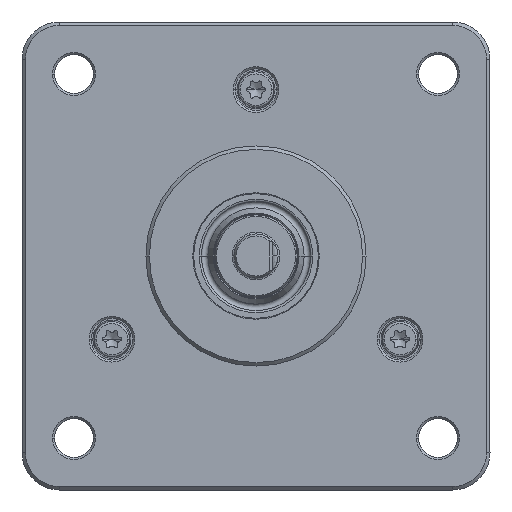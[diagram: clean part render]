
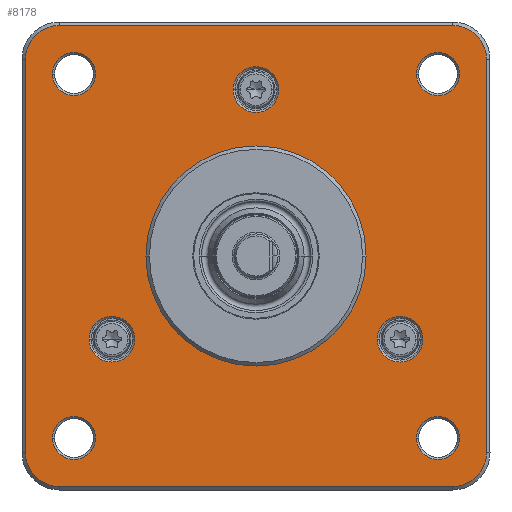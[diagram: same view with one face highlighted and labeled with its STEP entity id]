
A CAD part, front view. The second image highlights one B-rep face of the part: STEP entity #8178.
In plain terms, the highlighted planar face has unit normal (0, -1, 0).
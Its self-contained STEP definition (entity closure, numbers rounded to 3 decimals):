
#278=CARTESIAN_POINT('',(28.35,37.053,-28.35));
#279=DIRECTION('',(0.,-1.,0.));
#280=DIRECTION('',(0.,0.,-1.));
#281=AXIS2_PLACEMENT_3D('',#278,#279,#280);
#283=DIRECTION('',(1.,0.,0.));
#284=VECTOR('',#283,56.7);
#285=CARTESIAN_POINT('',(-28.35,37.053,-33.25));
#286=LINE('',#285,#284);
#287=CARTESIAN_POINT('',(-28.35,37.053,-28.35));
#288=DIRECTION('',(0.,-1.,0.));
#289=DIRECTION('',(-1.,0.,0.));
#290=AXIS2_PLACEMENT_3D('',#287,#288,#289);
#292=DIRECTION('',(0.,0.,-1.));
#293=VECTOR('',#292,56.7);
#294=CARTESIAN_POINT('',(-33.25,37.053,28.35));
#295=LINE('',#294,#293);
#296=CARTESIAN_POINT('',(-28.35,37.053,28.35));
#297=DIRECTION('',(0.,-1.,0.));
#298=DIRECTION('',(0.,0.,1.));
#299=AXIS2_PLACEMENT_3D('',#296,#297,#298);
#301=DIRECTION('',(-1.,0.,0.));
#302=VECTOR('',#301,56.7);
#303=CARTESIAN_POINT('',(28.35,37.053,33.25));
#304=LINE('',#303,#302);
#305=CARTESIAN_POINT('',(28.35,37.053,28.35));
#306=DIRECTION('',(0.,-1.,0.));
#307=DIRECTION('',(1.,0.,0.));
#308=AXIS2_PLACEMENT_3D('',#305,#306,#307);
#310=DIRECTION('',(0.,0.,1.));
#311=VECTOR('',#310,56.7);
#312=CARTESIAN_POINT('',(33.25,37.053,-28.35));
#313=LINE('',#312,#311);
#314=CARTESIAN_POINT('',(0.,37.053,0.));
#315=DIRECTION('',(0.,1.,0.));
#316=DIRECTION('',(1.,0.,0.));
#317=AXIS2_PLACEMENT_3D('',#314,#315,#316);
#319=CARTESIAN_POINT('',(0.,37.053,0.));
#320=DIRECTION('',(0.,-1.,0.));
#321=DIRECTION('',(1.,0.,0.));
#322=AXIS2_PLACEMENT_3D('',#319,#320,#321);
#324=CARTESIAN_POINT('',(20.785,37.053,-12.));
#325=DIRECTION('',(0.,1.,0.));
#326=DIRECTION('',(-1.,0.,0.));
#327=AXIS2_PLACEMENT_3D('',#324,#325,#326);
#329=CARTESIAN_POINT('',(20.785,37.053,-12.));
#330=DIRECTION('',(0.,1.,0.));
#331=DIRECTION('',(1.,0.,0.));
#332=AXIS2_PLACEMENT_3D('',#329,#330,#331);
#334=CARTESIAN_POINT('',(-20.785,37.053,-12.));
#335=DIRECTION('',(0.,1.,0.));
#336=DIRECTION('',(-1.,0.,0.));
#337=AXIS2_PLACEMENT_3D('',#334,#335,#336);
#339=CARTESIAN_POINT('',(-20.785,37.053,-12.));
#340=DIRECTION('',(0.,1.,0.));
#341=DIRECTION('',(1.,0.,0.));
#342=AXIS2_PLACEMENT_3D('',#339,#340,#341);
#344=CARTESIAN_POINT('',(0.,37.053,24.));
#345=DIRECTION('',(0.,1.,0.));
#346=DIRECTION('',(-1.,0.,0.));
#347=AXIS2_PLACEMENT_3D('',#344,#345,#346);
#349=CARTESIAN_POINT('',(0.,37.053,24.));
#350=DIRECTION('',(0.,1.,0.));
#351=DIRECTION('',(1.,0.,0.));
#352=AXIS2_PLACEMENT_3D('',#349,#350,#351);
#354=CARTESIAN_POINT('',(-26.25,37.053,26.25));
#355=DIRECTION('',(0.,1.,0.));
#356=DIRECTION('',(-1.,0.,0.));
#357=AXIS2_PLACEMENT_3D('',#354,#355,#356);
#359=CARTESIAN_POINT('',(-26.25,37.053,26.25));
#360=DIRECTION('',(0.,1.,0.));
#361=DIRECTION('',(1.,0.,0.));
#362=AXIS2_PLACEMENT_3D('',#359,#360,#361);
#364=CARTESIAN_POINT('',(-26.25,37.053,-26.25));
#365=DIRECTION('',(0.,1.,0.));
#366=DIRECTION('',(-1.,0.,0.));
#367=AXIS2_PLACEMENT_3D('',#364,#365,#366);
#369=CARTESIAN_POINT('',(-26.25,37.053,-26.25));
#370=DIRECTION('',(0.,1.,0.));
#371=DIRECTION('',(1.,0.,0.));
#372=AXIS2_PLACEMENT_3D('',#369,#370,#371);
#374=CARTESIAN_POINT('',(26.25,37.053,-26.25));
#375=DIRECTION('',(0.,1.,0.));
#376=DIRECTION('',(1.,0.,0.));
#377=AXIS2_PLACEMENT_3D('',#374,#375,#376);
#379=CARTESIAN_POINT('',(26.25,37.053,-26.25));
#380=DIRECTION('',(0.,1.,0.));
#381=DIRECTION('',(-1.,0.,0.));
#382=AXIS2_PLACEMENT_3D('',#379,#380,#381);
#384=CARTESIAN_POINT('',(26.25,37.053,26.25));
#385=DIRECTION('',(0.,1.,0.));
#386=DIRECTION('',(1.,0.,0.));
#387=AXIS2_PLACEMENT_3D('',#384,#385,#386);
#389=CARTESIAN_POINT('',(26.25,37.053,26.25));
#390=DIRECTION('',(0.,1.,0.));
#391=DIRECTION('',(-1.,0.,0.));
#392=AXIS2_PLACEMENT_3D('',#389,#390,#391);
#6522=CARTESIAN_POINT('',(15.875,37.053,0.));
#6523=CARTESIAN_POINT('',(-15.875,37.053,0.));
#6524=VERTEX_POINT('',#6522);
#6525=VERTEX_POINT('',#6523);
#6526=CARTESIAN_POINT('',(28.35,37.053,-33.25));
#6527=CARTESIAN_POINT('',(33.25,37.053,-28.35));
#6528=VERTEX_POINT('',#6526);
#6529=VERTEX_POINT('',#6527);
#6534=CARTESIAN_POINT('',(33.25,37.053,28.35));
#6535=VERTEX_POINT('',#6534);
#6538=CARTESIAN_POINT('',(28.35,37.053,33.25));
#6539=VERTEX_POINT('',#6538);
#6542=CARTESIAN_POINT('',(-28.35,37.053,33.25));
#6543=VERTEX_POINT('',#6542);
#6546=CARTESIAN_POINT('',(-33.25,37.053,28.35));
#6547=VERTEX_POINT('',#6546);
#6550=CARTESIAN_POINT('',(-33.25,37.053,
-28.35));
#6551=VERTEX_POINT('',#6550);
#6554=CARTESIAN_POINT('',(-28.35,37.053,-33.25));
#6555=VERTEX_POINT('',#6554);
#6622=CARTESIAN_POINT('',(17.485,37.053,-12.));
#6623=CARTESIAN_POINT('',(24.085,37.053,-12.));
#6624=VERTEX_POINT('',#6622);
#6625=VERTEX_POINT('',#6623);
#6630=CARTESIAN_POINT('',(-24.085,37.053,-12.));
#6631=CARTESIAN_POINT('',(-17.485,37.053,-12.));
#6632=VERTEX_POINT('',#6630);
#6633=VERTEX_POINT('',#6631);
#6638=CARTESIAN_POINT('',(-3.3,37.053,24.));
#6639=CARTESIAN_POINT('',(3.3,37.053,24.));
#6640=VERTEX_POINT('',#6638);
#6641=VERTEX_POINT('',#6639);
#6646=CARTESIAN_POINT('',(-29.35,37.053,26.25));
#6647=CARTESIAN_POINT('',(-23.15,37.053,26.25));
#6648=VERTEX_POINT('',#6646);
#6649=VERTEX_POINT('',#6647);
#6654=CARTESIAN_POINT('',(-29.35,37.053,-26.25));
#6655=CARTESIAN_POINT('',(-23.15,37.053,-26.25));
#6656=VERTEX_POINT('',#6654);
#6657=VERTEX_POINT('',#6655);
#6662=CARTESIAN_POINT('',(29.35,37.053,-26.25));
#6663=CARTESIAN_POINT('',(23.15,37.053,-26.25));
#6664=VERTEX_POINT('',#6662);
#6665=VERTEX_POINT('',#6663);
#6670=CARTESIAN_POINT('',(29.35,37.053,26.25));
#6671=CARTESIAN_POINT('',(23.15,37.053,26.25));
#6672=VERTEX_POINT('',#6670);
#6673=VERTEX_POINT('',#6671);
#8108=CARTESIAN_POINT('',(0.,37.053,0.));
#8109=DIRECTION('',(0.,-1.,0.));
#8110=DIRECTION('',(-1.,0.,0.));
#8111=AXIS2_PLACEMENT_3D('',#8108,#8109,#8110);
#8112=PLANE('',#8111);
#8114=ORIENTED_EDGE('',*,*,#8113,.F.);
#8115=ORIENTED_EDGE('',*,*,#8091,.F.);
#8117=ORIENTED_EDGE('',*,*,#8116,.F.);
#8119=ORIENTED_EDGE('',*,*,#8118,.F.);
#8121=ORIENTED_EDGE('',*,*,#8120,.F.);
#8123=ORIENTED_EDGE('',*,*,#8122,.F.);
#8125=ORIENTED_EDGE('',*,*,#8124,.F.);
#8127=ORIENTED_EDGE('',*,*,#8126,.F.);
#8128=EDGE_LOOP('',(#8114,#8115,#8117,#8119,#8121,#8123,#8125,#8127));
#8129=FACE_OUTER_BOUND('',#8128,.F.);
#8131=ORIENTED_EDGE('',*,*,#8130,.F.);
#8133=ORIENTED_EDGE('',*,*,#8132,.T.);
#8134=EDGE_LOOP('',(#8131,#8133));
#8135=FACE_BOUND('',#8134,.F.);
#8137=ORIENTED_EDGE('',*,*,#8136,.F.);
#8139=ORIENTED_EDGE('',*,*,#8138,.F.);
#8140=EDGE_LOOP('',(#8137,#8139));
#8141=FACE_BOUND('',#8140,.F.);
#8143=ORIENTED_EDGE('',*,*,#8142,.F.);
#8145=ORIENTED_EDGE('',*,*,#8144,.F.);
#8146=EDGE_LOOP('',(#8143,#8145));
#8147=FACE_BOUND('',#8146,.F.);
#8149=ORIENTED_EDGE('',*,*,#8148,.F.);
#8151=ORIENTED_EDGE('',*,*,#8150,.F.);
#8152=EDGE_LOOP('',(#8149,#8151));
#8153=FACE_BOUND('',#8152,.F.);
#8155=ORIENTED_EDGE('',*,*,#8154,.F.);
#8157=ORIENTED_EDGE('',*,*,#8156,.F.);
#8158=EDGE_LOOP('',(#8155,#8157));
#8159=FACE_BOUND('',#8158,.F.);
#8161=ORIENTED_EDGE('',*,*,#8160,.F.);
#8163=ORIENTED_EDGE('',*,*,#8162,.F.);
#8164=EDGE_LOOP('',(#8161,#8163));
#8165=FACE_BOUND('',#8164,.F.);
#8167=ORIENTED_EDGE('',*,*,#8166,.F.);
#8169=ORIENTED_EDGE('',*,*,#8168,.F.);
#8170=EDGE_LOOP('',(#8167,#8169));
#8171=FACE_BOUND('',#8170,.F.);
#8173=ORIENTED_EDGE('',*,*,#8172,.F.);
#8175=ORIENTED_EDGE('',*,*,#8174,.F.);
#8176=EDGE_LOOP('',(#8173,#8175));
#8177=FACE_BOUND('',#8176,.F.);
#8178=ADVANCED_FACE('',(#8129,#8135,#8141,#8147,#8153,#8159,#8165,#8171,#8177),
#8112,.T.);
#282=CIRCLE('',#281,4.9);
#291=CIRCLE('',#290,4.9);
#300=CIRCLE('',#299,4.9);
#309=CIRCLE('',#308,4.9);
#318=CIRCLE('',#317,15.875);
#323=CIRCLE('',#322,15.875);
#328=CIRCLE('',#327,3.3);
#333=CIRCLE('',#332,3.3);
#338=CIRCLE('',#337,3.3);
#343=CIRCLE('',#342,3.3);
#348=CIRCLE('',#347,3.3);
#353=CIRCLE('',#352,3.3);
#358=CIRCLE('',#357,3.1);
#363=CIRCLE('',#362,3.1);
#368=CIRCLE('',#367,3.1);
#373=CIRCLE('',#372,3.1);
#378=CIRCLE('',#377,3.1);
#383=CIRCLE('',#382,3.1);
#388=CIRCLE('',#387,3.1);
#393=CIRCLE('',#392,3.1);
#8091=EDGE_CURVE('',#6555,#6528,#286,.T.);
#8113=EDGE_CURVE('',#6528,#6529,#282,.T.);
#8116=EDGE_CURVE('',#6551,#6555,#291,.T.);
#8118=EDGE_CURVE('',#6547,#6551,#295,.T.);
#8120=EDGE_CURVE('',#6543,#6547,#300,.T.);
#8122=EDGE_CURVE('',#6539,#6543,#304,.T.);
#8124=EDGE_CURVE('',#6535,#6539,#309,.T.);
#8126=EDGE_CURVE('',#6529,#6535,#313,.T.);
#8130=EDGE_CURVE('',#6524,#6525,#318,.T.);
#8132=EDGE_CURVE('',#6524,#6525,#323,.T.);
#8136=EDGE_CURVE('',#6624,#6625,#328,.T.);
#8138=EDGE_CURVE('',#6625,#6624,#333,.T.);
#8142=EDGE_CURVE('',#6632,#6633,#338,.T.);
#8144=EDGE_CURVE('',#6633,#6632,#343,.T.);
#8148=EDGE_CURVE('',#6640,#6641,#348,.T.);
#8150=EDGE_CURVE('',#6641,#6640,#353,.T.);
#8154=EDGE_CURVE('',#6648,#6649,#358,.T.);
#8156=EDGE_CURVE('',#6649,#6648,#363,.T.);
#8160=EDGE_CURVE('',#6656,#6657,#368,.T.);
#8162=EDGE_CURVE('',#6657,#6656,#373,.T.);
#8166=EDGE_CURVE('',#6664,#6665,#378,.T.);
#8168=EDGE_CURVE('',#6665,#6664,#383,.T.);
#8172=EDGE_CURVE('',#6672,#6673,#388,.T.);
#8174=EDGE_CURVE('',#6673,#6672,#393,.T.);
